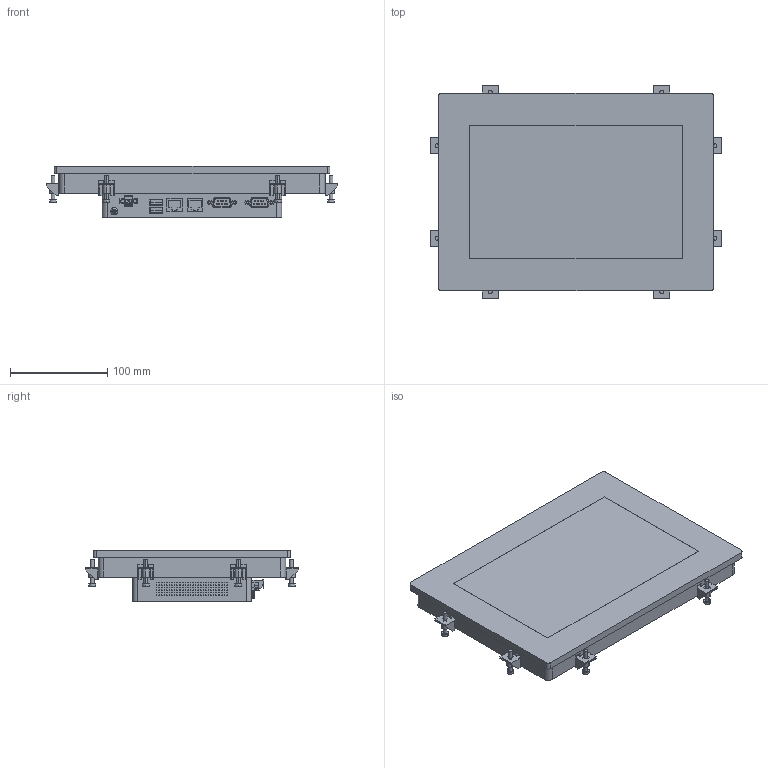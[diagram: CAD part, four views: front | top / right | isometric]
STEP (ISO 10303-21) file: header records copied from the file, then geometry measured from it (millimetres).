
FILE_DESCRIPTION(('CATIA V5 STEP Exchange','CAx-IF Rec.Pracs.--- Model Styling and Organization---1.5--- 2016-08-15','CAx-IF Rec.Pracs.---Supplemental Geometry---1.0---2011-11-01','CAx-IF Rec.Pracs.--- Composite Materials ---1.1---2010-07-15'),'2;1');
FILE_NAME ('D1603937_1', '2025-06-27T07:49:39+00:00', ('none'), ('Weidmueller'), 'CATIA Version 5-6 Release 2022 SP4 HF5', 'CATIA V5 STEP AP214 v3', 'none');
FILE_SCHEMA(('AUTOMOTIVE_DESIGN { 1 0 10303 214 1 1 1 1 }'));
Length unit declared in the file: millimetre
Products named in the file (1): S3D_UV66_ADV_10_CAP_W_V2
Bounding box: 298.97 x 218.17 x 52.4 mm (x, y, z)
Volume: 2035518.6 mm3; surface area: 175204.1 mm2
Topology: 1 solids, 1 shells, 1467 faces, 3722 edges, 2426 vertices
Faces by surface type: plane 1185, cylinder 216, extrusion 64, torus 2
Entity records: 41319 total; most frequent: CARTESIAN_POINT 8360, ORIENTED_EDGE 7444, DIRECTION 4609, EDGE_CURVE 3722, VECTOR 2846, LINE 2782, VERTEX_POINT 2426, EDGE_LOOP 1658
